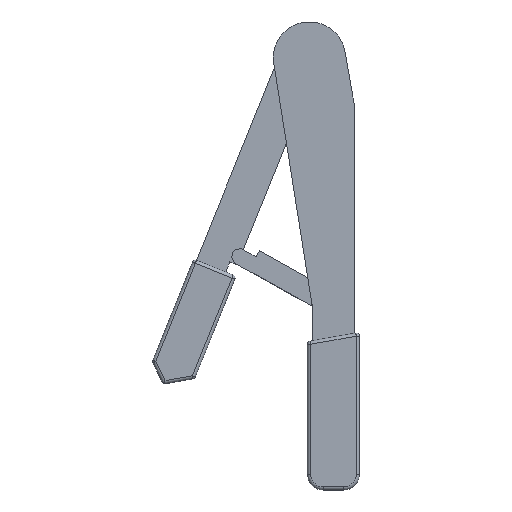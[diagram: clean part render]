
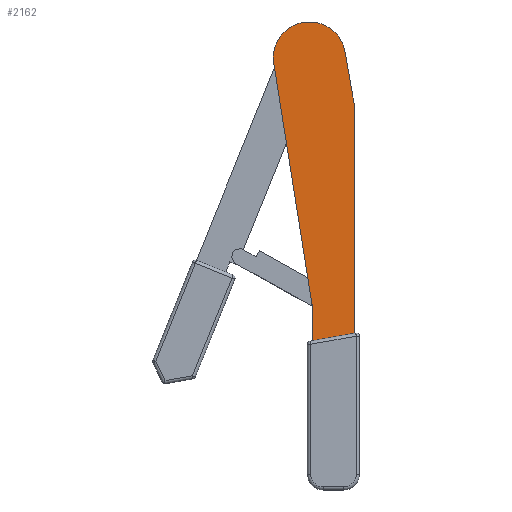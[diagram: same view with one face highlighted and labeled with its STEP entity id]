
A CAD part, left-side view. The second image highlights one B-rep face of the part: STEP entity #2162.
In plain terms, the highlighted planar face has unit normal (-1, 0, 0).
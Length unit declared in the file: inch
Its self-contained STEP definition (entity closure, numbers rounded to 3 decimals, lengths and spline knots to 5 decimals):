
#37 = EDGE_LOOP ( 'NONE', ( #2201, #2315, #2549, #796, #696, #1898 ) ) ;
#147 = DIRECTION ( 'NONE',  ( 0., 0., -1. ) ) ;
#171 = EDGE_CURVE ( 'NONE', #463, #488, #3231, .T. ) ;
#191 = DIRECTION ( 'NONE',  ( 0., 0., 1. ) ) ;
#215 = CARTESIAN_POINT ( 'NONE',  ( -0.25, 0.27, -1.4829 ) ) ;
#262 = VERTEX_POINT ( 'NONE', #1379 ) ;
#298 = VERTEX_POINT ( 'NONE', #1337 ) ;
#463 = VERTEX_POINT ( 'NONE', #215 ) ;
#472 = CARTESIAN_POINT ( 'NONE',  ( -0.25, 0.27, -1.26 ) ) ;
#488 = VERTEX_POINT ( 'NONE', #2875 ) ;
#517 = VERTEX_POINT ( 'NONE', #1359 ) ;
#537 = EDGE_CURVE ( 'NONE', #517, #262, #2027, .T. ) ;
#555 = CARTESIAN_POINT ( 'NONE',  ( -0.25, -0.01993, -1.43178 ) ) ;
#696 = ORIENTED_EDGE ( 'NONE', *, *, #1739, .F. ) ;
#728 = DIRECTION ( 'NONE',  ( 0., 0.156, 0.988 ) ) ;
#796 = ORIENTED_EDGE ( 'NONE', *, *, #537, .F. ) ;
#964 = CARTESIAN_POINT ( 'NONE',  ( -0.25, 0., 0. ) ) ;
#1028 = VECTOR ( 'NONE', #1620, 39.37008 ) ;
#1039 = DIRECTION ( 'NONE',  ( 0., 0.985, -0.174 ) ) ;
#1085 = EDGE_CURVE ( 'NONE', #298, #1685, #1176, .T. ) ;
#1108 = PLANE ( 'NONE',  #3343 ) ;
#1176 = LINE ( 'NONE', #964, #2455 ) ;
#1337 = CARTESIAN_POINT ( 'NONE',  ( -0.25, 0., 0. ) ) ;
#1359 = CARTESIAN_POINT ( 'NONE',  ( -0.25, 0.50936, 0.25127 ) ) ;
#1379 = CARTESIAN_POINT ( 'NONE',  ( -0.25, 0.06529, 0.37026 ) ) ;
#1617 = DIRECTION ( 'NONE',  ( 1., 0., 0. ) ) ;
#1620 = DIRECTION ( 'NONE',  ( 0., -0.174, -0.985 ) ) ;
#1652 = DIRECTION ( 'NONE',  ( 0., 0., -1. ) ) ;
#1661 = CARTESIAN_POINT ( 'NONE',  ( -0.25, 0., -1.43529 ) ) ;
#1676 = CARTESIAN_POINT ( 'NONE',  ( -0.25, 0.28732, 0.31076 ) ) ;
#1685 = VERTEX_POINT ( 'NONE', #1661 ) ;
#1686 = LINE ( 'NONE', #3239, #1028 ) ;
#1696 = DIRECTION ( 'NONE',  ( 1., 0., 0. ) ) ;
#1739 = EDGE_CURVE ( 'NONE', #488, #517, #2152, .T. ) ;
#1845 = CARTESIAN_POINT ( 'NONE',  ( -0.25, 0.27, -2.4 ) ) ;
#1898 = ORIENTED_EDGE ( 'NONE', *, *, #171, .F. ) ;
#1970 = DIRECTION ( 'NONE',  ( 0., 0., -1. ) ) ;
#2027 = CIRCLE ( 'NONE', #2558, 0.22987 ) ;
#2071 = VECTOR ( 'NONE', #728, 39.37008 ) ;
#2152 = LINE ( 'NONE', #472, #2071 ) ;
#2162 = ADVANCED_FACE ( 'NONE', ( #3096 ), #1108, .F. ) ;
#2201 = ORIENTED_EDGE ( 'NONE', *, *, #2596, .F. ) ;
#2315 = ORIENTED_EDGE ( 'NONE', *, *, #1085, .F. ) ;
#2331 = VECTOR ( 'NONE', #1039, 39.37008 ) ;
#2455 = VECTOR ( 'NONE', #1970, 39.37008 ) ;
#2549 = ORIENTED_EDGE ( 'NONE', *, *, #2847, .F. ) ;
#2558 = AXIS2_PLACEMENT_3D ( 'NONE', #1676, #1696, #1652 ) ;
#2596 = EDGE_CURVE ( 'NONE', #1685, #463, #3092, .T. ) ;
#2678 = VECTOR ( 'NONE', #191, 39.37008 ) ;
#2847 = EDGE_CURVE ( 'NONE', #262, #298, #1686, .T. ) ;
#2875 = CARTESIAN_POINT ( 'NONE',  ( -0.25, 0.27, -1.26 ) ) ;
#3092 = LINE ( 'NONE', #555, #2331 ) ;
#3096 = FACE_OUTER_BOUND ( 'NONE', #37, .T. ) ;
#3229 = CARTESIAN_POINT ( 'NONE',  ( -0.25, 0.28732, 0.31076 ) ) ;
#3231 = LINE ( 'NONE', #1845, #2678 ) ;
#3239 = CARTESIAN_POINT ( 'NONE',  ( -0.25, 0., 0. ) ) ;
#3343 = AXIS2_PLACEMENT_3D ( 'NONE', #3229, #1617, #147 ) ;
